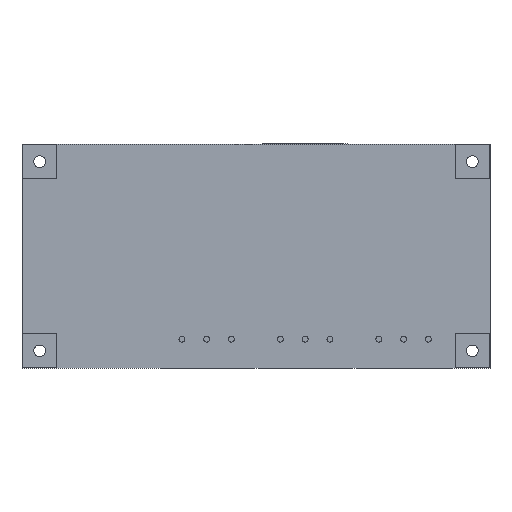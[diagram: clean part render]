
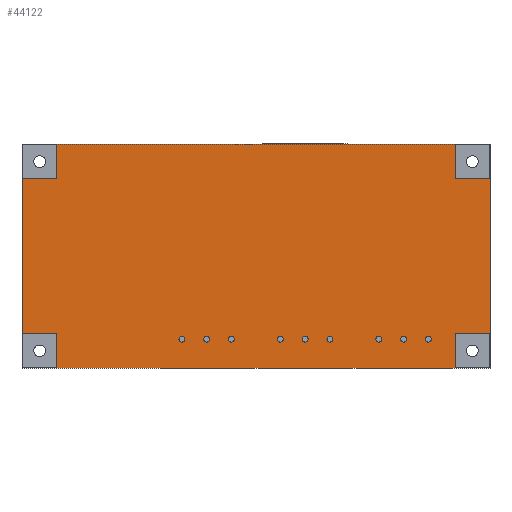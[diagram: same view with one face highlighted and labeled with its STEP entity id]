
A CAD part, front view. The second image highlights one B-rep face of the part: STEP entity #44122.
In plain terms, the highlighted planar face has unit normal (0, -1, 0).
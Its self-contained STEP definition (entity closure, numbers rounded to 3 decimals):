
#1295 = VERTEX_POINT ( 'NONE', #23091 ) ;
#1543 = AXIS2_PLACEMENT_3D ( 'NONE', #18710, #14707, #24830 ) ;
#2058 = FACE_BOUND ( 'NONE', #24723, .T. ) ;
#2234 = CARTESIAN_POINT ( 'NONE',  ( -22.2, 0., 10.3 ) ) ;
#2244 = LINE ( 'NONE', #12606, #37703 ) ;
#2927 = EDGE_CURVE ( 'NONE', #16502, #7630, #35731, .T. ) ;
#3649 = DIRECTION ( 'NONE',  ( 0., 0., 1. ) ) ;
#4539 = CIRCLE ( 'NONE', #21759, 0.6 ) ;
#4690 = CARTESIAN_POINT ( 'NONE',  ( -24., 0., -11.5 ) ) ;
#4840 = EDGE_LOOP ( 'NONE', ( #24307, #11761 ) ) ;
#5325 = EDGE_LOOP ( 'NONE', ( #33119, #41514, #6002, #26053 ) ) ;
#6002 = ORIENTED_EDGE ( 'NONE', *, *, #19889, .F. ) ;
#6124 = DIRECTION ( 'NONE',  ( 0., 1., 0. ) ) ;
#6604 = ORIENTED_EDGE ( 'NONE', *, *, #36079, .T. ) ;
#7630 = VERTEX_POINT ( 'NONE', #38730 ) ;
#7727 = ORIENTED_EDGE ( 'NONE', *, *, #35441, .T. ) ;
#7788 = CARTESIAN_POINT ( 'NONE',  ( 24., 0., 11.5 ) ) ;
#7983 = EDGE_CURVE ( 'NONE', #31741, #1295, #37076, .T. ) ;
#8114 = DIRECTION ( 'NONE',  ( -1., 0., 0. ) ) ;
#8254 = EDGE_CURVE ( 'NONE', #38799, #28578, #14963, .T. ) ;
#8434 = CARTESIAN_POINT ( 'NONE',  ( 22.2, 0., 10.3 ) ) ;
#9261 = CARTESIAN_POINT ( 'NONE',  ( 0., 0., 0. ) ) ;
#10084 = CARTESIAN_POINT ( 'NONE',  ( 24., 0., 11.5 ) ) ;
#11666 = AXIS2_PLACEMENT_3D ( 'NONE', #19610, #6124, #23659 ) ;
#11761 = ORIENTED_EDGE ( 'NONE', *, *, #40695, .T. ) ;
#12606 = CARTESIAN_POINT ( 'NONE',  ( -24., 0., 11.5 ) ) ;
#12860 = DIRECTION ( 'NONE',  ( 0., 1., 0. ) ) ;
#12965 = DIRECTION ( 'NONE',  ( 0., 0., 1. ) ) ;
#13131 = VERTEX_POINT ( 'NONE', #4690 ) ;
#13193 = ORIENTED_EDGE ( 'NONE', *, *, #17331, .T. ) ;
#13476 = VERTEX_POINT ( 'NONE', #8434 ) ;
#13592 = CARTESIAN_POINT ( 'NONE',  ( -22.2, 0., -9.1 ) ) ;
#13785 = AXIS2_PLACEMENT_3D ( 'NONE', #29969, #12860, #26576 ) ;
#14707 = DIRECTION ( 'NONE',  ( 0., 1., 0. ) ) ;
#14963 = LINE ( 'NONE', #7788, #29286 ) ;
#15407 = AXIS2_PLACEMENT_3D ( 'NONE', #17061, #17276, #26987 ) ;
#15439 = CARTESIAN_POINT ( 'NONE',  ( 22.2, 0., -9.7 ) ) ;
#15772 = FACE_BOUND ( 'NONE', #22447, .T. ) ;
#15882 = DIRECTION ( 'NONE',  ( 0., 1., 0. ) ) ;
#16217 = FACE_BOUND ( 'NONE', #4840, .T. ) ;
#16391 = ORIENTED_EDGE ( 'NONE', *, *, #28199, .T. ) ;
#16502 = VERTEX_POINT ( 'NONE', #2234 ) ;
#16639 = CARTESIAN_POINT ( 'NONE',  ( 22.2, 0., -9.7 ) ) ;
#17061 = CARTESIAN_POINT ( 'NONE',  ( -22.2, 0., 9.7 ) ) ;
#17200 = AXIS2_PLACEMENT_3D ( 'NONE', #9261, #39889, #43051 ) ;
#17276 = DIRECTION ( 'NONE',  ( 0., 1., 0. ) ) ;
#17331 = EDGE_CURVE ( 'NONE', #19499, #13476, #26743, .T. ) ;
#17636 = AXIS2_PLACEMENT_3D ( 'NONE', #15439, #21329, #35076 ) ;
#17727 = AXIS2_PLACEMENT_3D ( 'NONE', #19836, #41247, #3649 ) ;
#18710 = CARTESIAN_POINT ( 'NONE',  ( -22.2, 0., -9.7 ) ) ;
#19333 = VERTEX_POINT ( 'NONE', #13592 ) ;
#19366 = FACE_BOUND ( 'NONE', #43177, .T. ) ;
#19499 = VERTEX_POINT ( 'NONE', #36317 ) ;
#19610 = CARTESIAN_POINT ( 'NONE',  ( 22.2, 0., 9.7 ) ) ;
#19646 = VECTOR ( 'NONE', #34149, 1000. ) ;
#19697 = CIRCLE ( 'NONE', #15407, 0.6 ) ;
#19836 = CARTESIAN_POINT ( 'NONE',  ( -22.2, 0., 9.7 ) ) ;
#19889 = EDGE_CURVE ( 'NONE', #28578, #36859, #34597, .T. ) ;
#20091 = VECTOR ( 'NONE', #8114, 1000. ) ;
#21273 = DIRECTION ( 'NONE',  ( 1., 0., 0. ) ) ;
#21329 = DIRECTION ( 'NONE',  ( 0., 1., 0. ) ) ;
#21759 = AXIS2_PLACEMENT_3D ( 'NONE', #36618, #15882, #12965 ) ;
#22447 = EDGE_LOOP ( 'NONE', ( #6604, #33104 ) ) ;
#23091 = CARTESIAN_POINT ( 'NONE',  ( 22.2, 0., -9.1 ) ) ;
#23121 = CIRCLE ( 'NONE', #1543, 0.6 ) ;
#23389 = DIRECTION ( 'NONE',  ( 0., 0., 1. ) ) ;
#23659 = DIRECTION ( 'NONE',  ( 0., 0., 1. ) ) ;
#23852 = DIRECTION ( 'NONE',  ( 0., 1., 0. ) ) ;
#24307 = ORIENTED_EDGE ( 'NONE', *, *, #2927, .T. ) ;
#24723 = EDGE_LOOP ( 'NONE', ( #7727, #13193 ) ) ;
#24830 = DIRECTION ( 'NONE',  ( 0., 0., 1. ) ) ;
#26053 = ORIENTED_EDGE ( 'NONE', *, *, #8254, .F. ) ;
#26576 = DIRECTION ( 'NONE',  ( 0., 0., 1. ) ) ;
#26677 = CIRCLE ( 'NONE', #13785, 0.6 ) ;
#26743 = CIRCLE ( 'NONE', #11666, 0.6 ) ;
#26987 = DIRECTION ( 'NONE',  ( 0., 0., 1. ) ) ;
#27261 = AXIS2_PLACEMENT_3D ( 'NONE', #16639, #23852, #34453 ) ;
#27278 = EDGE_CURVE ( 'NONE', #36859, #13131, #28118, .T. ) ;
#27372 = CARTESIAN_POINT ( 'NONE',  ( -24., 0., 11.5 ) ) ;
#28118 = LINE ( 'NONE', #38946, #20091 ) ;
#28199 = EDGE_CURVE ( 'NONE', #1295, #31741, #35914, .T. ) ;
#28219 = CARTESIAN_POINT ( 'NONE',  ( 24., 0., -11.5 ) ) ;
#28578 = VERTEX_POINT ( 'NONE', #10084 ) ;
#29286 = VECTOR ( 'NONE', #21273, 1000. ) ;
#29969 = CARTESIAN_POINT ( 'NONE',  ( -22.2, 0., -9.7 ) ) ;
#31741 = VERTEX_POINT ( 'NONE', #41769 ) ;
#33104 = ORIENTED_EDGE ( 'NONE', *, *, #36019, .T. ) ;
#33119 = ORIENTED_EDGE ( 'NONE', *, *, #40592, .F. ) ;
#34149 = DIRECTION ( 'NONE',  ( 0., 0., -1. ) ) ;
#34433 = CARTESIAN_POINT ( 'NONE',  ( -22.2, 0., -10.3 ) ) ;
#34453 = DIRECTION ( 'NONE',  ( 0., 0., 1. ) ) ;
#34597 = LINE ( 'NONE', #42041, #19646 ) ;
#35076 = DIRECTION ( 'NONE',  ( 0., 0., 1. ) ) ;
#35441 = EDGE_CURVE ( 'NONE', #13476, #19499, #4539, .T. ) ;
#35731 = CIRCLE ( 'NONE', #17727, 0.6 ) ;
#35914 = CIRCLE ( 'NONE', #27261, 0.6 ) ;
#36019 = EDGE_CURVE ( 'NONE', #38545, #19333, #23121, .T. ) ;
#36068 = FACE_OUTER_BOUND ( 'NONE', #5325, .T. ) ;
#36079 = EDGE_CURVE ( 'NONE', #19333, #38545, #26677, .T. ) ;
#36317 = CARTESIAN_POINT ( 'NONE',  ( 22.2, 0., 9.1 ) ) ;
#36618 = CARTESIAN_POINT ( 'NONE',  ( 22.2, 0., 9.7 ) ) ;
#36859 = VERTEX_POINT ( 'NONE', #28219 ) ;
#36914 = ORIENTED_EDGE ( 'NONE', *, *, #7983, .T. ) ;
#37076 = CIRCLE ( 'NONE', #17636, 0.6 ) ;
#37703 = VECTOR ( 'NONE', #23389, 1000. ) ;
#38545 = VERTEX_POINT ( 'NONE', #34433 ) ;
#38730 = CARTESIAN_POINT ( 'NONE',  ( -22.2, 0., 9.1 ) ) ;
#38799 = VERTEX_POINT ( 'NONE', #27372 ) ;
#38946 = CARTESIAN_POINT ( 'NONE',  ( 24., 0., -11.5 ) ) ;
#39889 = DIRECTION ( 'NONE',  ( 0., 1., 0. ) ) ;
#40112 = PLANE ( 'NONE',  #17200 ) ;
#40592 = EDGE_CURVE ( 'NONE', #13131, #38799, #2244, .T. ) ;
#40695 = EDGE_CURVE ( 'NONE', #7630, #16502, #19697, .T. ) ;
#41247 = DIRECTION ( 'NONE',  ( 0., 1., 0. ) ) ;
#41514 = ORIENTED_EDGE ( 'NONE', *, *, #27278, .F. ) ;
#41769 = CARTESIAN_POINT ( 'NONE',  ( 22.2, 0., -10.3 ) ) ;
#42041 = CARTESIAN_POINT ( 'NONE',  ( 24., 0., 11.5 ) ) ;
#43051 = DIRECTION ( 'NONE',  ( 0., 0., 1. ) ) ;
#43177 = EDGE_LOOP ( 'NONE', ( #16391, #36914 ) ) ;
#44122 = ADVANCED_FACE ( 'NONE', ( #19366, #2058, #16217, #15772, #36068 ), #40112, .F. ) ;
